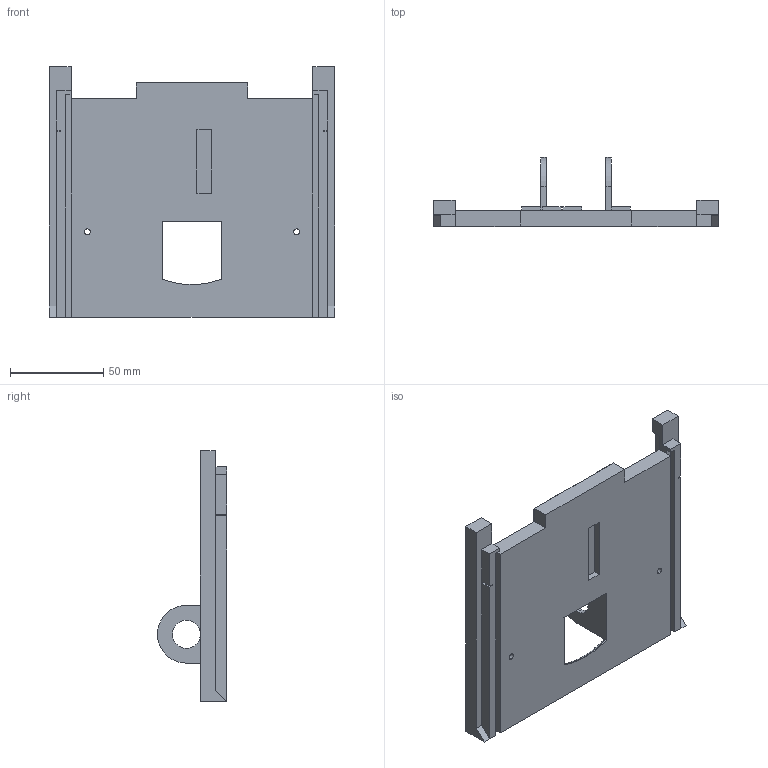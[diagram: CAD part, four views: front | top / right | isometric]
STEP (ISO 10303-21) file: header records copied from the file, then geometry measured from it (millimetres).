
FILE_DESCRIPTION (( 'STEP AP203' ), '1' );
FILE_NAME ('body-top.STEP', '2019-10-22T11:44:05', ( '' ), ( '' ), 'SwSTEP 2.0', 'SolidWorks 2013', '' );
FILE_SCHEMA (( 'CONFIG_CONTROL_DESIGN' ));
Length unit declared in the file: millimetre
Products named in the file (1): body-top
Bounding box: 153 x 37 x 134.4 mm (x, y, z)
Volume: 134108.9 mm3; surface area: 53304.8 mm2
Topology: 1 solids, 1 shells, 189 faces, 512 edges, 334 vertices
Faces by surface type: plane 164, cylinder 23, bspline 2
Entity records: 6094 total; most frequent: CARTESIAN_POINT 1216, ORIENTED_EDGE 1024, DIRECTION 929, EDGE_CURVE 512, VECTOR 457, LINE 457, VERTEX_POINT 334, AXIS2_PLACEMENT_3D 236
